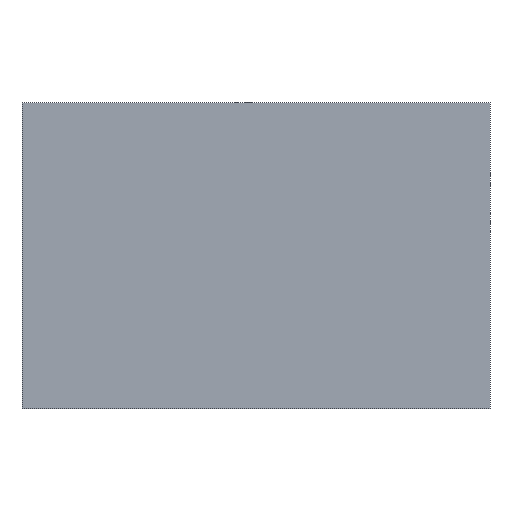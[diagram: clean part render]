
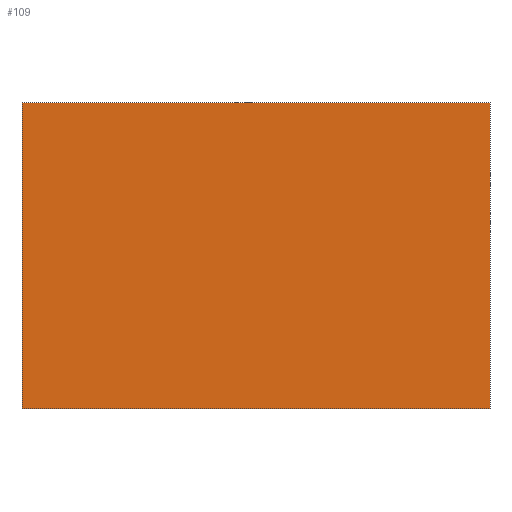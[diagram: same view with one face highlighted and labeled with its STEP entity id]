
A CAD part, front view. The second image highlights one B-rep face of the part: STEP entity #109.
In plain terms, the highlighted planar face has unit normal (0, -1, 0).
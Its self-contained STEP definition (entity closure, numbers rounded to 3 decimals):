
#23=FACE_OUTER_BOUND('',#29,.T.);
#29=EDGE_LOOP('',(#94,#95,#96,#97));
#30=LINE('',#154,#42);
#34=LINE('',#162,#46);
#37=LINE('',#168,#49);
#40=LINE('',#173,#52);
#42=VECTOR('',#128,1000.);
#46=VECTOR('',#134,1000.);
#49=VECTOR('',#139,1000.);
#52=VECTOR('',#144,1000.);
#54=VERTEX_POINT('',#152);
#55=VERTEX_POINT('',#153);
#58=VERTEX_POINT('',#161);
#60=VERTEX_POINT('',#167);
#62=EDGE_CURVE('',#54,#55,#30,.T.);
#66=EDGE_CURVE('',#55,#58,#34,.T.);
#69=EDGE_CURVE('',#58,#60,#37,.T.);
#72=EDGE_CURVE('',#60,#54,#40,.T.);
#94=ORIENTED_EDGE('',*,*,#62,.F.);
#95=ORIENTED_EDGE('',*,*,#72,.F.);
#96=ORIENTED_EDGE('',*,*,#69,.F.);
#97=ORIENTED_EDGE('',*,*,#66,.F.);
#103=PLANE('',#123);
#109=ADVANCED_FACE('',(#23),#103,.T.);
#123=AXIS2_PLACEMENT_3D('',#176,#148,#149);
#128=DIRECTION('',(0.,0.,-1.));
#134=DIRECTION('',(-1.,0.,0.));
#139=DIRECTION('',(0.,0.,1.));
#144=DIRECTION('',(1.,0.,0.));
#148=DIRECTION('center_axis',(0.,-1.,0.));
#149=DIRECTION('ref_axis',(0.,0.,-1.));
#152=CARTESIAN_POINT('',(2.6,0.,1.7));
#153=CARTESIAN_POINT('',(2.6,0.,-1.7));
#154=CARTESIAN_POINT('',(2.6,0.,1.7));
#161=CARTESIAN_POINT('',(-2.6,0.,-1.7));
#162=CARTESIAN_POINT('',(-2.6,0.,-1.7));
#167=CARTESIAN_POINT('',(-2.6,0.,1.7));
#168=CARTESIAN_POINT('',(-2.6,0.,1.7));
#173=CARTESIAN_POINT('',(-2.6,0.,1.7));
#176=CARTESIAN_POINT('Origin',(0.,0.,0.));
